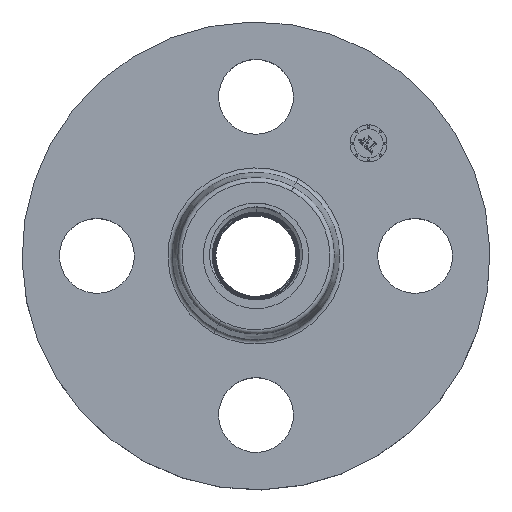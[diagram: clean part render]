
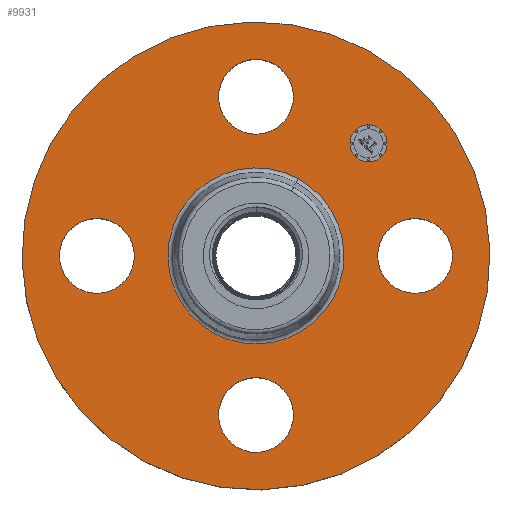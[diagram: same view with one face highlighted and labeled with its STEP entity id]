
A CAD part, top view. The second image highlights one B-rep face of the part: STEP entity #9931.
In plain terms, the highlighted planar face has unit normal (0, 0, 1).
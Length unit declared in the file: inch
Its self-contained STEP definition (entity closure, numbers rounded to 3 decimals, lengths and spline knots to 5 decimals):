
#371=AXIS2_PLACEMENT_3D('Circle Axis2P3D',#369,#370,$) ;
#388=AXIS2_PLACEMENT_3D('Circle Axis2P3D',#386,#387,$) ;
#421=AXIS2_PLACEMENT_3D('Circle Axis2P3D',#419,#420,$) ;
#445=AXIS2_PLACEMENT_3D('Circle Axis2P3D',#443,#444,$) ;
#462=AXIS2_PLACEMENT_3D('Circle Axis2P3D',#460,#461,$) ;
#497=AXIS2_PLACEMENT_3D('Circle Axis2P3D',#495,#496,$) ;
#734=AXIS2_PLACEMENT_3D('Circle Axis2P3D',#732,#733,$) ;
#746=AXIS2_PLACEMENT_3D('Circle Axis2P3D',#744,#745,$) ;
#777=AXIS2_PLACEMENT_3D('Circle Axis2P3D',#775,#776,$) ;
#789=AXIS2_PLACEMENT_3D('Circle Axis2P3D',#787,#788,$) ;
#820=AXIS2_PLACEMENT_3D('Circle Axis2P3D',#818,#819,$) ;
#832=AXIS2_PLACEMENT_3D('Circle Axis2P3D',#830,#831,$) ;
#9887=AXIS2_PLACEMENT_3D('Plane Axis2P3D',#9884,#9885,#9886) ;
#9915=AXIS2_PLACEMENT_3D('Circle Axis2P3D',#9913,#9914,$) ;
#9924=AXIS2_PLACEMENT_3D('Circle Axis2P3D',#9922,#9923,$) ;
#352=CARTESIAN_POINT('Vertex',(1.68621,0.23971,1.38)) ;
#366=CARTESIAN_POINT('Vertex',(2.56379,-0.23971,1.38)) ;
#369=CARTESIAN_POINT('Axis2P3D Location',(2.125,0.,1.38)) ;
#386=CARTESIAN_POINT('Axis2P3D Location',(2.125,0.,1.38)) ;
#416=CARTESIAN_POINT('Vertex',(-1.4982,-2.74245,1.38)) ;
#419=CARTESIAN_POINT('Axis2P3D Location',(0.,0.,1.38)) ;
#423=CARTESIAN_POINT('Vertex',(1.4982,2.74245,1.38)) ;
#443=CARTESIAN_POINT('Axis2P3D Location',(0.,0.,1.38)) ;
#460=CARTESIAN_POINT('Axis2P3D Location',(0.,0.,1.38)) ;
#464=CARTESIAN_POINT('Vertex',(0.56349,1.03146,1.38)) ;
#466=CARTESIAN_POINT('Vertex',(-0.56349,-1.03146,1.38)) ;
#495=CARTESIAN_POINT('Axis2P3D Location',(0.,0.,1.38)) ;
#722=CARTESIAN_POINT('Vertex',(-0.23971,1.68621,1.38)) ;
#729=CARTESIAN_POINT('Vertex',(0.23971,2.56379,1.38)) ;
#732=CARTESIAN_POINT('Axis2P3D Location',(0.,2.125,1.38)) ;
#744=CARTESIAN_POINT('Axis2P3D Location',(0.,2.125,1.38)) ;
#765=CARTESIAN_POINT('Vertex',(-1.68621,-0.23971,1.38)) ;
#772=CARTESIAN_POINT('Vertex',(-2.56379,0.23971,1.38)) ;
#775=CARTESIAN_POINT('Axis2P3D Location',(-2.125,0.,1.38)) ;
#787=CARTESIAN_POINT('Axis2P3D Location',(-2.125,0.,1.38)) ;
#808=CARTESIAN_POINT('Vertex',(0.23971,-1.68621,1.38)) ;
#815=CARTESIAN_POINT('Vertex',(-0.23971,-2.56379,1.38)) ;
#818=CARTESIAN_POINT('Axis2P3D Location',(0.,-2.125,1.38)) ;
#830=CARTESIAN_POINT('Axis2P3D Location',(0.,-2.125,1.38)) ;
#9884=CARTESIAN_POINT('Axis2P3D Location',(0.,3.125,1.38)) ;
#9913=CARTESIAN_POINT('Axis2P3D Location',(1.5026,1.5026,1.38)) ;
#9917=CARTESIAN_POINT('Vertex',(1.32759,1.67761,1.38)) ;
#9919=CARTESIAN_POINT('Vertex',(1.67761,1.32759,1.38)) ;
#9922=CARTESIAN_POINT('Axis2P3D Location',(1.5026,1.5026,1.38)) ;
#370=DIRECTION('Axis2P3D Direction',(0.,-0.,-0.039)) ;
#387=DIRECTION('Axis2P3D Direction',(0.,-0.,-0.039)) ;
#420=DIRECTION('Axis2P3D Direction',(0.,0.,-0.039)) ;
#444=DIRECTION('Axis2P3D Direction',(0.,0.,-0.039)) ;
#461=DIRECTION('Axis2P3D Direction',(0.,0.,-0.039)) ;
#496=DIRECTION('Axis2P3D Direction',(0.,0.,-0.039)) ;
#733=DIRECTION('Axis2P3D Direction',(0.,0.,-0.039)) ;
#745=DIRECTION('Axis2P3D Direction',(0.,0.,-0.039)) ;
#776=DIRECTION('Axis2P3D Direction',(-0.,0.,-0.039)) ;
#788=DIRECTION('Axis2P3D Direction',(-0.,0.,-0.039)) ;
#819=DIRECTION('Axis2P3D Direction',(0.,-0.,-0.039)) ;
#831=DIRECTION('Axis2P3D Direction',(0.,-0.,-0.039)) ;
#9885=DIRECTION('Axis2P3D Direction',(0.,0.,-0.039)) ;
#9886=DIRECTION('Axis2P3D XDirection',(0.039,0.,0.)) ;
#9914=DIRECTION('Axis2P3D Direction',(0.,0.,-0.039)) ;
#9923=DIRECTION('Axis2P3D Direction',(0.,0.,-0.039)) ;
#9890=ORIENTED_EDGE('',*,*,#447,.F.) ;
#9891=ORIENTED_EDGE('',*,*,#425,.F.) ;
#9894=ORIENTED_EDGE('',*,*,#373,.T.) ;
#9895=ORIENTED_EDGE('',*,*,#390,.T.) ;
#9898=ORIENTED_EDGE('',*,*,#499,.T.) ;
#9899=ORIENTED_EDGE('',*,*,#468,.T.) ;
#9902=ORIENTED_EDGE('',*,*,#834,.T.) ;
#9903=ORIENTED_EDGE('',*,*,#822,.T.) ;
#9906=ORIENTED_EDGE('',*,*,#791,.T.) ;
#9907=ORIENTED_EDGE('',*,*,#779,.T.) ;
#9910=ORIENTED_EDGE('',*,*,#748,.T.) ;
#9911=ORIENTED_EDGE('',*,*,#736,.T.) ;
#9928=ORIENTED_EDGE('',*,*,#9921,.T.) ;
#9929=ORIENTED_EDGE('',*,*,#9926,.T.) ;
#9896=FACE_BOUND('',#9893,.T.) ;
#9900=FACE_BOUND('',#9897,.T.) ;
#9904=FACE_BOUND('',#9901,.T.) ;
#9908=FACE_BOUND('',#9905,.T.) ;
#9912=FACE_BOUND('',#9909,.T.) ;
#9930=FACE_BOUND('',#9927,.T.) ;
#9931=ADVANCED_FACE('PartBody',(#9892,#9896,#9900,#9904,#9908,#9912,#9930),#9888,.F.) ;
#372=CIRCLE('generated circle',#371,0.5) ;
#389=CIRCLE('generated circle',#388,0.5) ;
#422=CIRCLE('generated circle',#421,3.125) ;
#446=CIRCLE('generated circle',#445,3.125) ;
#463=CIRCLE('generated circle',#462,1.17535) ;
#498=CIRCLE('generated circle',#497,1.17535) ;
#735=CIRCLE('generated circle',#734,0.5) ;
#747=CIRCLE('generated circle',#746,0.5) ;
#778=CIRCLE('generated circle',#777,0.5) ;
#790=CIRCLE('generated circle',#789,0.5) ;
#821=CIRCLE('generated circle',#820,0.5) ;
#833=CIRCLE('generated circle',#832,0.5) ;
#9916=CIRCLE('generated circle',#9915,0.2475) ;
#9925=CIRCLE('generated circle',#9924,0.2475) ;
#373=EDGE_CURVE('',#353,#367,#372,.T.) ;
#390=EDGE_CURVE('',#367,#353,#389,.T.) ;
#425=EDGE_CURVE('',#417,#424,#422,.T.) ;
#447=EDGE_CURVE('',#424,#417,#446,.T.) ;
#468=EDGE_CURVE('',#465,#467,#463,.T.) ;
#499=EDGE_CURVE('',#467,#465,#498,.T.) ;
#736=EDGE_CURVE('',#723,#730,#735,.T.) ;
#748=EDGE_CURVE('',#730,#723,#747,.T.) ;
#779=EDGE_CURVE('',#766,#773,#778,.T.) ;
#791=EDGE_CURVE('',#773,#766,#790,.T.) ;
#822=EDGE_CURVE('',#809,#816,#821,.T.) ;
#834=EDGE_CURVE('',#816,#809,#833,.T.) ;
#9921=EDGE_CURVE('',#9918,#9920,#9916,.T.) ;
#9926=EDGE_CURVE('',#9920,#9918,#9925,.T.) ;
#9889=EDGE_LOOP('',(#9890,#9891)) ;
#9893=EDGE_LOOP('',(#9894,#9895)) ;
#9897=EDGE_LOOP('',(#9898,#9899)) ;
#9901=EDGE_LOOP('',(#9902,#9903)) ;
#9905=EDGE_LOOP('',(#9906,#9907)) ;
#9909=EDGE_LOOP('',(#9910,#9911)) ;
#9927=EDGE_LOOP('',(#9928,#9929)) ;
#9892=FACE_OUTER_BOUND('',#9889,.T.) ;
#9888=PLANE('',#9887) ;
#353=VERTEX_POINT('',#352) ;
#367=VERTEX_POINT('',#366) ;
#417=VERTEX_POINT('',#416) ;
#424=VERTEX_POINT('',#423) ;
#465=VERTEX_POINT('',#464) ;
#467=VERTEX_POINT('',#466) ;
#723=VERTEX_POINT('',#722) ;
#730=VERTEX_POINT('',#729) ;
#766=VERTEX_POINT('',#765) ;
#773=VERTEX_POINT('',#772) ;
#809=VERTEX_POINT('',#808) ;
#816=VERTEX_POINT('',#815) ;
#9918=VERTEX_POINT('',#9917) ;
#9920=VERTEX_POINT('',#9919) ;
